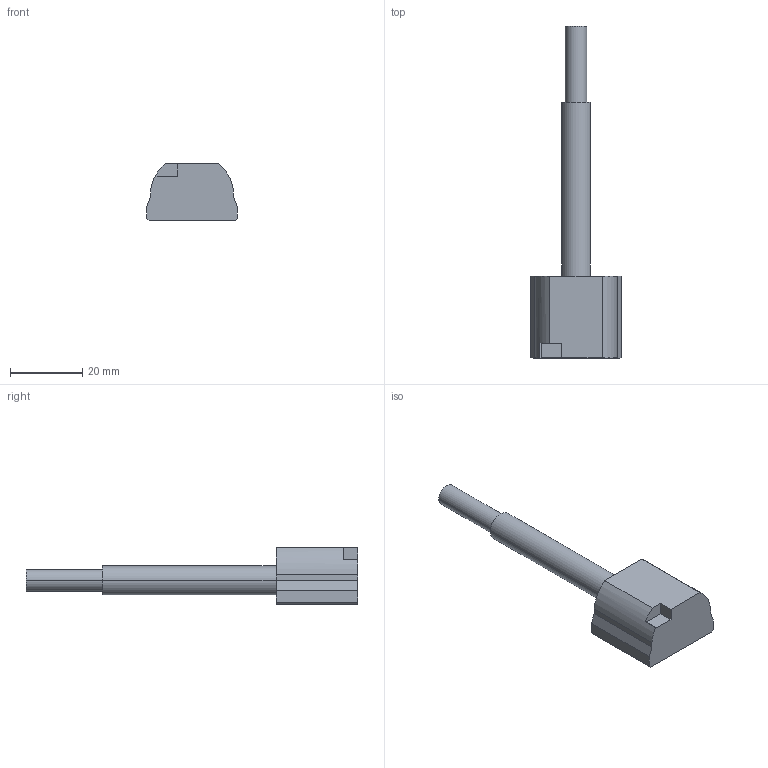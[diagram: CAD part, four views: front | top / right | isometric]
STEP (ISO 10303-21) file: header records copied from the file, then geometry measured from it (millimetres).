
FILE_DESCRIPTION((''),'2;1');
FILE_NAME('3d_KBP3L11.stp','2012-10-03T08:08:38',(''),(''),'Mechanical Desktop 2011','Mechanical Desktop 2011',', , ');
FILE_SCHEMA(('CONFIG_CONTROL_DESIGN'));
Length unit declared in the file: millimetre
Products named in the file (1): Product
Bounding box: 24.88 x 91.6 x 15.68 mm (x, y, z)
Volume: 10789.1 mm3; surface area: 4114.4 mm2
Topology: 3 solids, 3 shells, 26 faces, 62 edges, 44 vertices
Faces by surface type: plane 20, cylinder 6
Entity records: 843 total; most frequent: CARTESIAN_POINT 131, DIRECTION 129, ORIENTED_EDGE 120, EDGE_CURVE 60, VECTOR 49, LINE 49, AXIS2_PLACEMENT_3D 40, VERTEX_POINT 40
